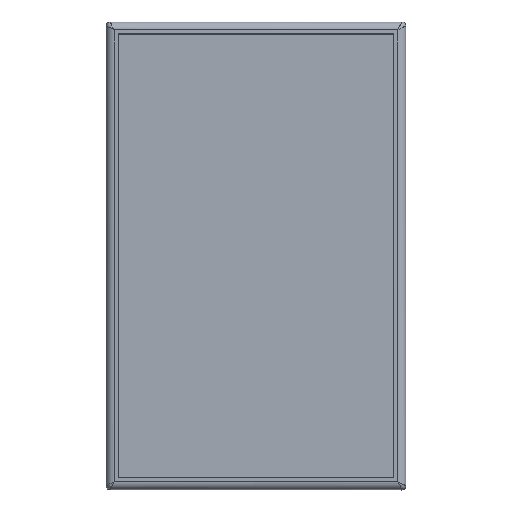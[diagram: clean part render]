
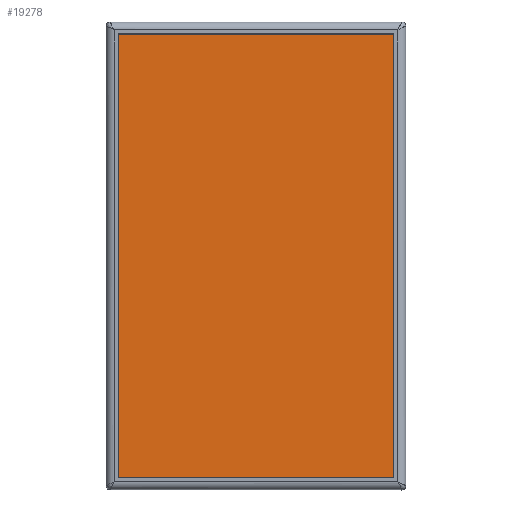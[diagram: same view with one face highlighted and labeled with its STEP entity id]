
A CAD part, top view. The second image highlights one B-rep face of the part: STEP entity #19278.
In plain terms, the highlighted planar face has unit normal (0, 0, 1).
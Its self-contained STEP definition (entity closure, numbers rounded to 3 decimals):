
#237=PLANE('',#19465);
#1286=FACE_OUTER_BOUND('',#2388,.T.);
#2388=EDGE_LOOP('',(#17310,#17311,#17312,#17313));
#3530=LINE('',#44110,#4674);
#3531=LINE('',#44112,#4675);
#3532=LINE('',#44114,#4676);
#3533=LINE('',#44115,#4677);
#4674=VECTOR('',#20946,10.);
#4675=VECTOR('',#20947,10.);
#4676=VECTOR('',#20948,10.);
#4677=VECTOR('',#20949,10.);
#8441=VERTEX_POINT('',#44108);
#8442=VERTEX_POINT('',#44109);
#8443=VERTEX_POINT('',#44111);
#8444=VERTEX_POINT('',#44113);
#11400=EDGE_CURVE('',#8441,#8442,#3530,.T.);
#11401=EDGE_CURVE('',#8443,#8441,#3531,.T.);
#11402=EDGE_CURVE('',#8444,#8443,#3532,.T.);
#11403=EDGE_CURVE('',#8442,#8444,#3533,.T.);
#17310=ORIENTED_EDGE('',*,*,#11400,.F.);
#17311=ORIENTED_EDGE('',*,*,#11401,.F.);
#17312=ORIENTED_EDGE('',*,*,#11402,.F.);
#17313=ORIENTED_EDGE('',*,*,#11403,.F.);
#19278=ADVANCED_FACE('',(#1286),#237,.T.);
#19465=AXIS2_PLACEMENT_3D('',#44107,#20944,#20945);
#20944=DIRECTION('center_axis',(0.,0.,1.));
#20945=DIRECTION('ref_axis',(1.,0.,0.));
#20946=DIRECTION('',(0.,1.,0.));
#20947=DIRECTION('',(-1.,0.,0.));
#20948=DIRECTION('',(0.,-1.,0.));
#20949=DIRECTION('',(1.,0.,0.));
#44107=CARTESIAN_POINT('Origin',(-37.694,1.975,15.));
#44108=CARTESIAN_POINT('',(-72.194,-53.525,15.));
#44109=CARTESIAN_POINT('',(-72.194,57.475,15.));
#44110=CARTESIAN_POINT('',(-72.194,-25.775,15.));
#44111=CARTESIAN_POINT('',(-3.194,-53.525,15.));
#44112=CARTESIAN_POINT('',(-20.444,-53.525,15.));
#44113=CARTESIAN_POINT('',(-3.194,57.475,15.));
#44114=CARTESIAN_POINT('',(-3.194,29.725,15.));
#44115=CARTESIAN_POINT('',(-54.944,57.475,15.));
